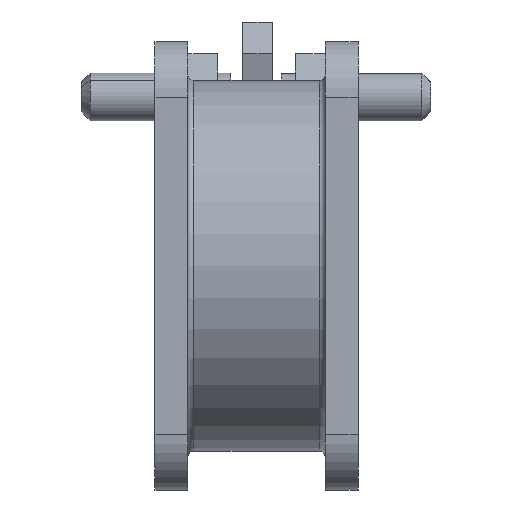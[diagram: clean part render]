
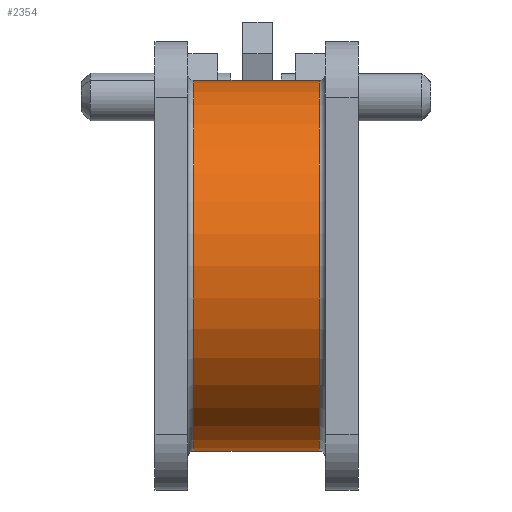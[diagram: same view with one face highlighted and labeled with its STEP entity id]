
A CAD part, front view. The second image highlights one B-rep face of the part: STEP entity #2354.
In plain terms, the highlighted cylindrical face has radius 31 mm (diameter 62 mm), a partial arc.
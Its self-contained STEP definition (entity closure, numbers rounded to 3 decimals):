
#49 = VERTEX_POINT ( 'NONE', #249 ) ;
#62 = CARTESIAN_POINT ( 'NONE',  ( 6.5, 0., -31. ) ) ;
#80 = VERTEX_POINT ( 'NONE', #265 ) ;
#82 = CARTESIAN_POINT ( 'NONE',  ( 6.5, 0., 31. ) ) ;
#179 = VERTEX_POINT ( 'NONE', #62 ) ;
#200 = VERTEX_POINT ( 'NONE', #82 ) ;
#249 = CARTESIAN_POINT ( 'NONE',  ( 27.5, 0., -31. ) ) ;
#265 = CARTESIAN_POINT ( 'NONE',  ( 27.5, 0., 31. ) ) ;
#523 = CIRCLE ( 'NONE', #1530, 31. ) ;
#558 = LINE ( 'NONE', #1573, #559 ) ;
#559 = VECTOR ( 'NONE', #1583, 1000. ) ;
#580 = VECTOR ( 'NONE', #1983, 1000. ) ;
#583 = LINE ( 'NONE', #2304, #580 ) ;
#676 = CIRCLE ( 'NONE', #1535, 31. ) ;
#842 = FACE_OUTER_BOUND ( 'NONE', #1241, .T. ) ;
#843 = CYLINDRICAL_SURFACE ( 'NONE', #1402, 31. ) ;
#1033 = DIRECTION ( 'NONE',  ( 0., 0., -1. ) ) ;
#1034 = DIRECTION ( 'NONE',  ( -1., 0., 0. ) ) ;
#1035 = CARTESIAN_POINT ( 'NONE',  ( 27.5, 0., 0. ) ) ;
#1100 = EDGE_CURVE ( 'NONE', #49, #80, #523, .T. ) ;
#1127 = EDGE_CURVE ( 'NONE', #49, #179, #558, .T. ) ;
#1141 = EDGE_CURVE ( 'NONE', #80, #200, #583, .T. ) ;
#1198 = EDGE_CURVE ( 'NONE', #200, #179, #676, .T. ) ;
#1241 = EDGE_LOOP ( 'NONE', ( #2438, #2416, #2411, #2430 ) ) ;
#1402 = AXIS2_PLACEMENT_3D ( 'NONE', #1838, #2024, #1928 ) ;
#1530 = AXIS2_PLACEMENT_3D ( 'NONE', #1035, #1034, #1033 ) ;
#1535 = AXIS2_PLACEMENT_3D ( 'NONE', #1679, #1850, #1797 ) ;
#1573 = CARTESIAN_POINT ( 'NONE',  ( 0., 0., -31. ) ) ;
#1583 = DIRECTION ( 'NONE',  ( -1., 0., 0. ) ) ;
#1679 = CARTESIAN_POINT ( 'NONE',  ( 6.5, 0., 0. ) ) ;
#1797 = DIRECTION ( 'NONE',  ( 0., 0., 1. ) ) ;
#1838 = CARTESIAN_POINT ( 'NONE',  ( 0., 0., 0. ) ) ;
#1850 = DIRECTION ( 'NONE',  ( 1., 0., 0. ) ) ;
#1928 = DIRECTION ( 'NONE',  ( 0., 0., 1. ) ) ;
#1983 = DIRECTION ( 'NONE',  ( -1., 0., 0. ) ) ;
#2024 = DIRECTION ( 'NONE',  ( -1., 0., 0. ) ) ;
#2304 = CARTESIAN_POINT ( 'NONE',  ( 0., 0., 31. ) ) ;
#2354 = ADVANCED_FACE ( 'NONE', ( #842 ), #843, .T. ) ;
#2411 = ORIENTED_EDGE ( 'NONE', *, *, #1141, .T. ) ;
#2416 = ORIENTED_EDGE ( 'NONE', *, *, #1100, .T. ) ;
#2430 = ORIENTED_EDGE ( 'NONE', *, *, #1198, .T. ) ;
#2438 = ORIENTED_EDGE ( 'NONE', *, *, #1127, .F. ) ;
